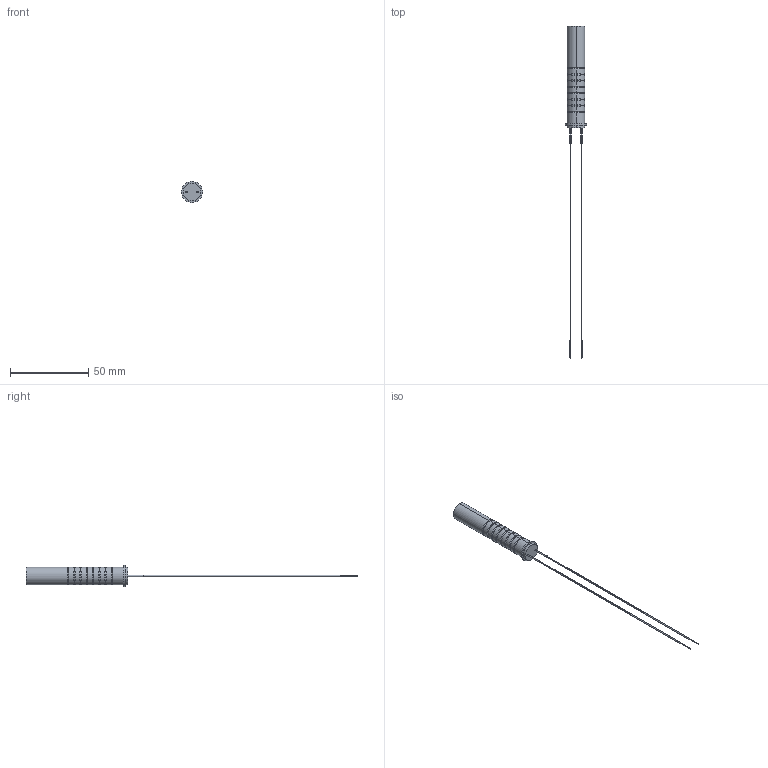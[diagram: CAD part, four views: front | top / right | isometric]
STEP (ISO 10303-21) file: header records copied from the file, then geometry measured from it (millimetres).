
FILE_DESCRIPTION (( 'STEP AP214' ), '1' );
FILE_NAME ('AL_KAHB1_D12L64.9.STEP', '2020-01-06T15:13:18', ( '' ), ( '' ), 'SwSTEP 2.0', 'SolidWorks 2014', '' );
FILE_SCHEMA (( 'AUTOMOTIVE_DESIGN' ));
Length unit declared in the file: millimetre
Products named in the file (1): AL_KAHB1_D12L64.9
Bounding box: 13.5 x 211.91 x 13.5 mm (x, y, z)
Volume: 6705.8 mm3; surface area: 3697.7 mm2
Topology: 2 solids, 2 shells, 131 faces, 303 edges, 186 vertices
Faces by surface type: plane 65, cylinder 34, torus 32
Entity records: 4579 total; most frequent: DIRECTION 683, CARTESIAN_POINT 621, ORIENTED_EDGE 606, EDGE_CURVE 303, AXIS2_PLACEMENT_3D 248, LINE 187, VECTOR 187, VERTEX_POINT 186
